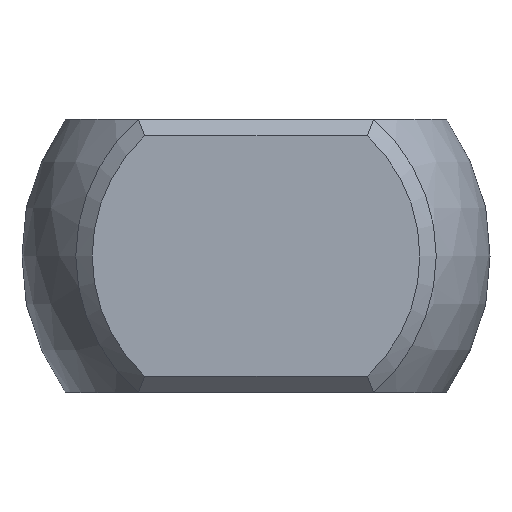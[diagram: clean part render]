
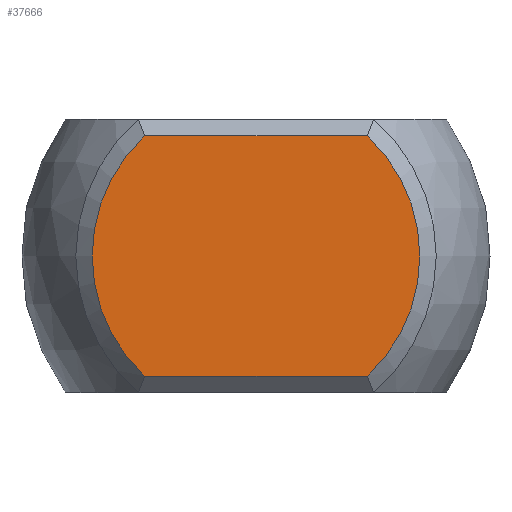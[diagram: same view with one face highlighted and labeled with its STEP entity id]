
A CAD part, left-side view. The second image highlights one B-rep face of the part: STEP entity #37666.
In plain terms, the highlighted planar face has unit normal (-1, 0, 0).
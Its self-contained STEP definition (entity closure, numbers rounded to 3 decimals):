
#36049 = PLANE('',#36050);
#36050 = AXIS2_PLACEMENT_3D('',#36051,#36052,#36053);
#36051 = CARTESIAN_POINT('',(-24.85,4.775,2.35));
#36052 = DIRECTION('',(-0.707,0.,0.707));
#36053 = DIRECTION('',(0.707,0.,0.707));
#37296 = CONICAL_SURFACE('',#37297,3.15,0.785);
#37297 = AXIS2_PLACEMENT_3D('',#37298,#37299,#37300);
#37298 = CARTESIAN_POINT('',(-24.85,0.,0.));
#37299 = DIRECTION('',(1.,0.,0.));
#37300 = DIRECTION('',(0.,-1.,0.));
#37316 = VERTEX_POINT('',#37317);
#37317 = CARTESIAN_POINT('',(-25.,-2.04,2.2));
#37339 = EDGE_CURVE('',#37316,#37340,#37342,.T.);
#37340 = VERTEX_POINT('',#37341);
#37341 = CARTESIAN_POINT('',(-25.,-2.04,-2.2));
#37342 = SURFACE_CURVE('',#37343,(#37348,#37355),.PCURVE_S1.);
#37343 = CIRCLE('',#37344,3.);
#37344 = AXIS2_PLACEMENT_3D('',#37345,#37346,#37347);
#37345 = CARTESIAN_POINT('',(-25.,0.,0.));
#37346 = DIRECTION('',(1.,0.,0.));
#37347 = DIRECTION('',(0.,-1.,0.));
#37348 = PCURVE('',#37296,#37349);
#37349 = DEFINITIONAL_REPRESENTATION('',(#37350),#37354);
#37350 = LINE('',#37351,#37352);
#37351 = CARTESIAN_POINT('',(-6.283,-0.15));
#37352 = VECTOR('',#37353,1.);
#37353 = DIRECTION('',(1.,0.));
#37354 = ( GEOMETRIC_REPRESENTATION_CONTEXT(2) 
PARAMETRIC_REPRESENTATION_CONTEXT() REPRESENTATION_CONTEXT('2D SPACE',''
  ) );
#37355 = PCURVE('',#37356,#37361);
#37356 = PLANE('',#37357);
#37357 = AXIS2_PLACEMENT_3D('',#37358,#37359,#37360);
#37358 = CARTESIAN_POINT('',(-25.,3.3,0.));
#37359 = DIRECTION('',(-1.,0.,0.));
#37360 = DIRECTION('',(0.,0.,1.));
#37361 = DEFINITIONAL_REPRESENTATION('',(#37362),#37370);
#37362 = ( BOUNDED_CURVE() B_SPLINE_CURVE(2,(#37363,#37364,#37365,#37366
    ,#37367,#37368,#37369),.UNSPECIFIED.,.T.,.F.) 
B_SPLINE_CURVE_WITH_KNOTS((1,2,2,2,2,1),(-2.094,0.,
    2.094,4.189,6.283,8.378),
.UNSPECIFIED.) CURVE() GEOMETRIC_REPRESENTATION_ITEM() 
RATIONAL_B_SPLINE_CURVE((1.,0.5,1.,0.5,1.,0.5,1.)) REPRESENTATION_ITEM(
  '') );
#37363 = CARTESIAN_POINT('',(0.,-6.3));
#37364 = CARTESIAN_POINT('',(-5.196,-6.3));
#37365 = CARTESIAN_POINT('',(-2.598,-1.8));
#37366 = CARTESIAN_POINT('',(0.,2.7));
#37367 = CARTESIAN_POINT('',(2.598,-1.8));
#37368 = CARTESIAN_POINT('',(5.196,-6.3));
#37369 = CARTESIAN_POINT('',(0.,-6.3));
#37370 = ( GEOMETRIC_REPRESENTATION_CONTEXT(2) 
PARAMETRIC_REPRESENTATION_CONTEXT() REPRESENTATION_CONTEXT('2D SPACE',''
  ) );
#37386 = PLANE('',#37387);
#37387 = AXIS2_PLACEMENT_3D('',#37388,#37389,#37390);
#37388 = CARTESIAN_POINT('',(-24.85,-1.475,-2.35));
#37389 = DIRECTION('',(-0.707,0.,-0.707));
#37390 = DIRECTION('',(-0.707,0.,0.707));
#37404 = VERTEX_POINT('',#37405);
#37405 = CARTESIAN_POINT('',(-25.,2.04,2.2));
#37421 = CONICAL_SURFACE('',#37422,3.15,0.785);
#37422 = AXIS2_PLACEMENT_3D('',#37423,#37424,#37425);
#37423 = CARTESIAN_POINT('',(-24.85,0.,0.));
#37424 = DIRECTION('',(1.,0.,0.));
#37425 = DIRECTION('',(-0.,1.,0.));
#37432 = EDGE_CURVE('',#37404,#37316,#37433,.T.);
#37433 = SURFACE_CURVE('',#37434,(#37438,#37445),.PCURVE_S1.);
#37434 = LINE('',#37435,#37436);
#37435 = CARTESIAN_POINT('',(-25.,4.775,2.2));
#37436 = VECTOR('',#37437,1.);
#37437 = DIRECTION('',(0.,-1.,0.));
#37438 = PCURVE('',#36049,#37439);
#37439 = DEFINITIONAL_REPRESENTATION('',(#37440),#37444);
#37440 = LINE('',#37441,#37442);
#37441 = CARTESIAN_POINT('',(-0.212,0.));
#37442 = VECTOR('',#37443,1.);
#37443 = DIRECTION('',(0.,-1.));
#37444 = ( GEOMETRIC_REPRESENTATION_CONTEXT(2) 
PARAMETRIC_REPRESENTATION_CONTEXT() REPRESENTATION_CONTEXT('2D SPACE',''
  ) );
#37445 = PCURVE('',#37356,#37446);
#37446 = DEFINITIONAL_REPRESENTATION('',(#37447),#37451);
#37447 = LINE('',#37448,#37449);
#37448 = CARTESIAN_POINT('',(2.2,1.475));
#37449 = VECTOR('',#37450,1.);
#37450 = DIRECTION('',(0.,-1.));
#37451 = ( GEOMETRIC_REPRESENTATION_CONTEXT(2) 
PARAMETRIC_REPRESENTATION_CONTEXT() REPRESENTATION_CONTEXT('2D SPACE',''
  ) );
#37482 = VERTEX_POINT('',#37483);
#37483 = CARTESIAN_POINT('',(-25.,2.04,-2.2));
#37505 = EDGE_CURVE('',#37482,#37404,#37506,.T.);
#37506 = SURFACE_CURVE('',#37507,(#37512,#37519),.PCURVE_S1.);
#37507 = CIRCLE('',#37508,3.);
#37508 = AXIS2_PLACEMENT_3D('',#37509,#37510,#37511);
#37509 = CARTESIAN_POINT('',(-25.,0.,0.));
#37510 = DIRECTION('',(1.,0.,0.));
#37511 = DIRECTION('',(-0.,1.,0.));
#37512 = PCURVE('',#37421,#37513);
#37513 = DEFINITIONAL_REPRESENTATION('',(#37514),#37518);
#37514 = LINE('',#37515,#37516);
#37515 = CARTESIAN_POINT('',(-6.283,-0.15));
#37516 = VECTOR('',#37517,1.);
#37517 = DIRECTION('',(1.,0.));
#37518 = ( GEOMETRIC_REPRESENTATION_CONTEXT(2) 
PARAMETRIC_REPRESENTATION_CONTEXT() REPRESENTATION_CONTEXT('2D SPACE',''
  ) );
#37519 = PCURVE('',#37356,#37520);
#37520 = DEFINITIONAL_REPRESENTATION('',(#37521),#37529);
#37521 = ( BOUNDED_CURVE() B_SPLINE_CURVE(2,(#37522,#37523,#37524,#37525
    ,#37526,#37527,#37528),.UNSPECIFIED.,.T.,.F.) 
B_SPLINE_CURVE_WITH_KNOTS((1,2,2,2,2,1),(-2.094,0.,
    2.094,4.189,6.283,8.378),
.UNSPECIFIED.) CURVE() GEOMETRIC_REPRESENTATION_ITEM() 
RATIONAL_B_SPLINE_CURVE((1.,0.5,1.,0.5,1.,0.5,1.)) REPRESENTATION_ITEM(
  '') );
#37522 = CARTESIAN_POINT('',(0.,-0.3));
#37523 = CARTESIAN_POINT('',(5.196,-0.3));
#37524 = CARTESIAN_POINT('',(2.598,-4.8));
#37525 = CARTESIAN_POINT('',(0.,-9.3));
#37526 = CARTESIAN_POINT('',(-2.598,-4.8));
#37527 = CARTESIAN_POINT('',(-5.196,-0.3));
#37528 = CARTESIAN_POINT('',(0.,-0.3));
#37529 = ( GEOMETRIC_REPRESENTATION_CONTEXT(2) 
PARAMETRIC_REPRESENTATION_CONTEXT() REPRESENTATION_CONTEXT('2D SPACE',''
  ) );
#37535 = EDGE_CURVE('',#37340,#37482,#37536,.T.);
#37536 = SURFACE_CURVE('',#37537,(#37541,#37548),.PCURVE_S1.);
#37537 = LINE('',#37538,#37539);
#37538 = CARTESIAN_POINT('',(-25.,-1.475,-2.2));
#37539 = VECTOR('',#37540,1.);
#37540 = DIRECTION('',(0.,1.,0.));
#37541 = PCURVE('',#37386,#37542);
#37542 = DEFINITIONAL_REPRESENTATION('',(#37543),#37547);
#37543 = LINE('',#37544,#37545);
#37544 = CARTESIAN_POINT('',(0.212,0.));
#37545 = VECTOR('',#37546,1.);
#37546 = DIRECTION('',(0.,1.));
#37547 = ( GEOMETRIC_REPRESENTATION_CONTEXT(2) 
PARAMETRIC_REPRESENTATION_CONTEXT() REPRESENTATION_CONTEXT('2D SPACE',''
  ) );
#37548 = PCURVE('',#37356,#37549);
#37549 = DEFINITIONAL_REPRESENTATION('',(#37550),#37554);
#37550 = LINE('',#37551,#37552);
#37551 = CARTESIAN_POINT('',(-2.2,-4.775));
#37552 = VECTOR('',#37553,1.);
#37553 = DIRECTION('',(0.,1.));
#37554 = ( GEOMETRIC_REPRESENTATION_CONTEXT(2) 
PARAMETRIC_REPRESENTATION_CONTEXT() REPRESENTATION_CONTEXT('2D SPACE',''
  ) );
#37666 = ADVANCED_FACE('',(#37667),#37356,.T.);
#37667 = FACE_BOUND('',#37668,.T.);
#37668 = EDGE_LOOP('',(#37669,#37670,#37671,#37672));
#37669 = ORIENTED_EDGE('',*,*,#37339,.F.);
#37670 = ORIENTED_EDGE('',*,*,#37432,.F.);
#37671 = ORIENTED_EDGE('',*,*,#37505,.F.);
#37672 = ORIENTED_EDGE('',*,*,#37535,.F.);
